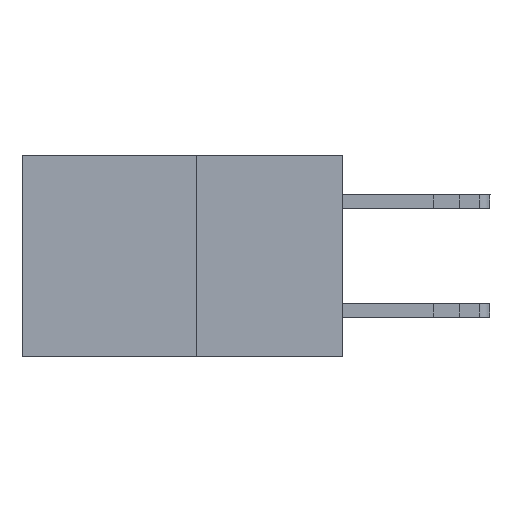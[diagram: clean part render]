
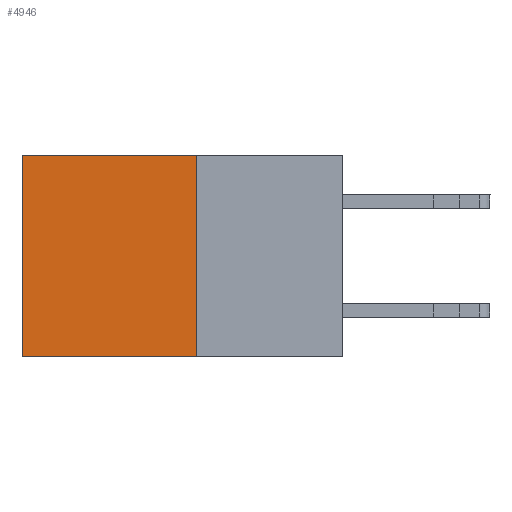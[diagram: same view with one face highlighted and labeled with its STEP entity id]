
A CAD part, left-side view. The second image highlights one B-rep face of the part: STEP entity #4946.
In plain terms, the highlighted planar face has unit normal (-1, 0, 0).
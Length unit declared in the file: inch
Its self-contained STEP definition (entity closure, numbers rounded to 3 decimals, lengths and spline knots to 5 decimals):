
#356 = AXIS2_PLACEMENT_3D ( 'NONE', #4251, #6900, #14844 ) ;
#653 = LINE ( 'NONE', #2121, #1036 ) ;
#708 = EDGE_CURVE ( 'NONE', #6937, #1612, #653, .T. ) ;
#793 = DIRECTION ( 'NONE',  ( 0., 0., -1. ) ) ;
#1036 = VECTOR ( 'NONE', #11404, 39.37008 ) ;
#1589 = EDGE_CURVE ( 'NONE', #4551, #4111, #12070, .T. ) ;
#1612 = VERTEX_POINT ( 'NONE', #6741 ) ;
#2121 = CARTESIAN_POINT ( 'NONE',  ( 0.277, 0.27, 0. ) ) ;
#2540 = CARTESIAN_POINT ( 'NONE',  ( 0.277, 0.59, -0.37 ) ) ;
#2777 = CARTESIAN_POINT ( 'NONE',  ( 0.277, 0.59, -0.37 ) ) ;
#3627 = EDGE_CURVE ( 'NONE', #1612, #4111, #6472, .T. ) ;
#3886 = VECTOR ( 'NONE', #14398, 39.37008 ) ;
#4111 = VERTEX_POINT ( 'NONE', #2777 ) ;
#4251 = CARTESIAN_POINT ( 'NONE',  ( 0.277, 0.27, -0.37 ) ) ;
#4423 = CARTESIAN_POINT ( 'NONE',  ( 0.277, 0.27, 0. ) ) ;
#4551 = VERTEX_POINT ( 'NONE', #5636 ) ;
#4946 = ADVANCED_FACE ( 'NONE', ( #13521 ), #16242, .F. ) ;
#5248 = CARTESIAN_POINT ( 'NONE',  ( 0.277, 0.27, -0.37 ) ) ;
#5427 = ORIENTED_EDGE ( 'NONE', *, *, #708, .T. ) ;
#5636 = CARTESIAN_POINT ( 'NONE',  ( 0.277, 0.27, -0.37 ) ) ;
#6446 = EDGE_CURVE ( 'NONE', #6937, #4551, #7436, .T. ) ;
#6472 = LINE ( 'NONE', #2540, #3886 ) ;
#6741 = CARTESIAN_POINT ( 'NONE',  ( 0.277, 0.59, 0. ) ) ;
#6900 = DIRECTION ( 'NONE',  ( 1., 0., 0. ) ) ;
#6937 = VERTEX_POINT ( 'NONE', #4423 ) ;
#7436 = LINE ( 'NONE', #12758, #14097 ) ;
#8469 = DIRECTION ( 'NONE',  ( 0., 1., 0. ) ) ;
#8722 = ORIENTED_EDGE ( 'NONE', *, *, #6446, .F. ) ;
#10184 = ORIENTED_EDGE ( 'NONE', *, *, #3627, .T. ) ;
#11084 = VECTOR ( 'NONE', #8469, 39.37008 ) ;
#11404 = DIRECTION ( 'NONE',  ( 0., 1., 0. ) ) ;
#12070 = LINE ( 'NONE', #5248, #11084 ) ;
#12758 = CARTESIAN_POINT ( 'NONE',  ( 0.277, 0.27, -0.37 ) ) ;
#13521 = FACE_OUTER_BOUND ( 'NONE', #14480, .T. ) ;
#14097 = VECTOR ( 'NONE', #793, 39.37008 ) ;
#14398 = DIRECTION ( 'NONE',  ( 0., 0., -1. ) ) ;
#14480 = EDGE_LOOP ( 'NONE', ( #10184, #16501, #8722, #5427 ) ) ;
#14844 = DIRECTION ( 'NONE',  ( 0., 0., -1. ) ) ;
#16242 = PLANE ( 'NONE',  #356 ) ;
#16501 = ORIENTED_EDGE ( 'NONE', *, *, #1589, .F. ) ;
